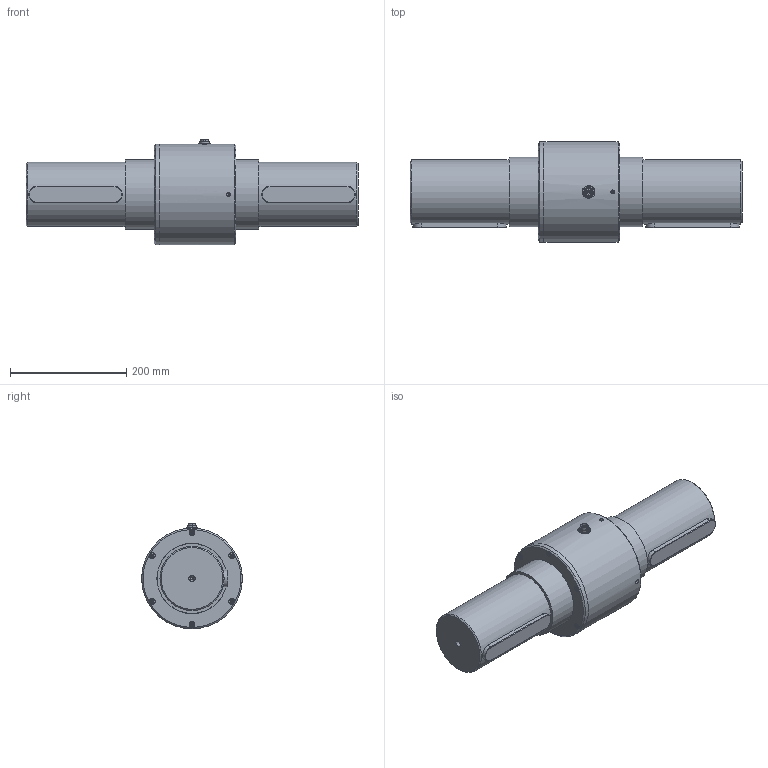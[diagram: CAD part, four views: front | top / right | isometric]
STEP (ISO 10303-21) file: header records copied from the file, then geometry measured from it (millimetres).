
FILE_DESCRIPTION( ( 'Unknown' ), '1' );
FILE_NAME( '2452-Z29_DOC-00104785.stp', 'Unknown', ( 'Unknown' ), ( 'Unknown' ), 'PSStep 17.0.49', 'Unknown', ' ' );
FILE_SCHEMA( ( 'AUTOMOTIVE_DESIGN { 1 0 10303 214 1 1 1 1 }' ) );
Length unit declared in the file: millimetre
Products named in the file (17): Assem1; FLANSCHSTECKER 6-POLIG; TEIL1A; Gewindestift DIN 914-M8x12; Gewindestift DIN 914-M8x12-oa0; Gewindestift DIN 914-M8x12-oa1; Gewindestift DIN 914-M8x12-oa2; 2391-002_DOC-00083075; Paßfeder A28x16x160 DIN 6885; Paßfeder A28x16x160 DIN 6885-oa3; senkschraube din 965-m5x16-h; senkschraube din 965-m5x16-h-oa4; senkschraube din 965-m5x16-h-oa5; senkschraube din 965-m5x16-h-oa6; senkschraube din 965-m5x16-h-oa7; senkschraube din 965-m5x16-h-oa8; 2452-006_DOC-00106214
Assembly tree (16 placements, depth 2):
  Assem1
    FLANSCHSTECKER 6-POLIG
    TEIL1A
    Gewindestift DIN 914-M8x12
    Gewindestift DIN 914-M8x12-oa0
    Gewindestift DIN 914-M8x12-oa1
    Gewindestift DIN 914-M8x12-oa2
    2391-002_DOC-00083075
    Paßfeder A28x16x160 DIN 6885
    Paßfeder A28x16x160 DIN 6885-oa3
    senkschraube din 965-m5x16-h
    senkschraube din 965-m5x16-h-oa4
    senkschraube din 965-m5x16-h-oa5
    senkschraube din 965-m5x16-h-oa6
    senkschraube din 965-m5x16-h-oa7
    senkschraube din 965-m5x16-h-oa8
    2452-006_DOC-00106214
Bounding box: 570 x 173 x 181.5 mm (x, y, z)
Volume: 6973928.1 mm3; surface area: 456699.6 mm2
Topology: 16 solids, 16 shells, 392 faces, 925 edges, 590 vertices
Faces by surface type: plane 190, cylinder 132, cone 56, torus 14
Full cylindrical faces by diameter (mm): 4.019 x6, 4.134 x12, 5 x8, 5.3 x6, 6.647 x4, 8 x4, 9.2 x6, 17.188 x1, 22 x1, 110 x2, 120 x2, 120.5 x1, 148 x2, 173 x2
Entity records: 14510 total; most frequent: CARTESIAN_POINT 2599, DIRECTION 1874, ORIENTED_EDGE 1508, EDGE_CURVE 754, AXIS2_PLACEMENT_3D 725, EDGE_LOOP 554, VERTEX_POINT 542, FACE_OUTER_BOUND 455
